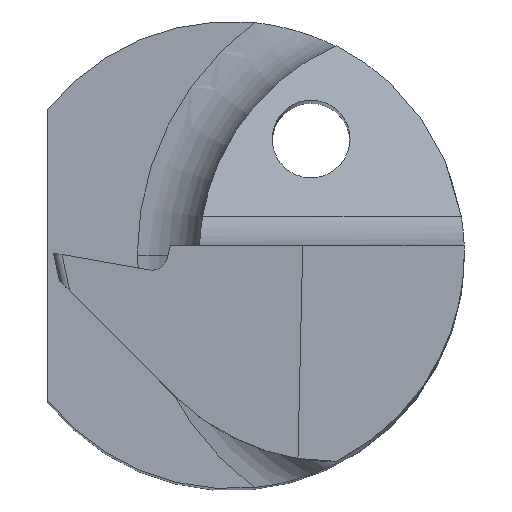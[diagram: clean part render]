
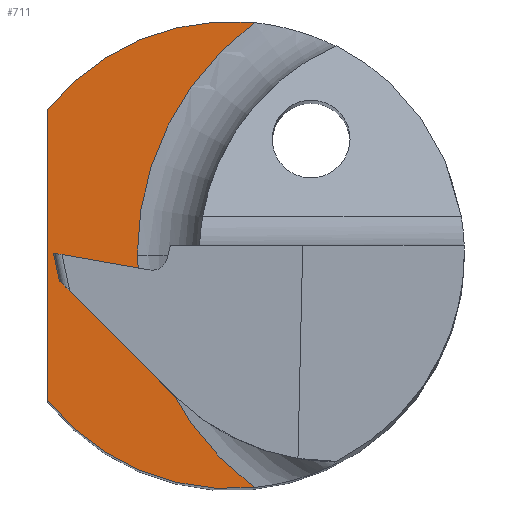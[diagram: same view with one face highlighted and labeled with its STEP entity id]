
A CAD part, top view. The second image highlights one B-rep face of the part: STEP entity #711.
In plain terms, the highlighted planar face has unit normal (0, 0, 1).
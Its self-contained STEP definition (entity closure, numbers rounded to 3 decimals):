
#2 = CIRCLE ( 'NONE', #544, 3.714 ) ;
#29 = CIRCLE ( 'NONE', #775, 3. ) ;
#47 = CIRCLE ( 'NONE', #725, 3. ) ;
#70 = EDGE_LOOP ( 'NONE', ( #904, #223, #75, #429, #486 ) ) ;
#72 = CARTESIAN_POINT ( 'NONE',  ( -2.35, 1.865, 15.005 ) ) ;
#75 = ORIENTED_EDGE ( 'NONE', *, *, #649, .F. ) ;
#107 = CARTESIAN_POINT ( 'NONE',  ( 0.304, 2.985, 15.005 ) ) ;
#144 = DIRECTION ( 'NONE',  ( 0., 0., -1. ) ) ;
#164 = DIRECTION ( 'NONE',  ( -1., 0., 0. ) ) ;
#223 = ORIENTED_EDGE ( 'NONE', *, *, #710, .F. ) ;
#224 = CARTESIAN_POINT ( 'NONE',  ( -2.35, -1.865, 15.005 ) ) ;
#232 = VERTEX_POINT ( 'NONE', #247 ) ;
#239 = DIRECTION ( 'NONE',  ( 0., 0., 1. ) ) ;
#243 = CARTESIAN_POINT ( 'NONE',  ( -2.35, 1.865, 15.005 ) ) ;
#247 = CARTESIAN_POINT ( 'NONE',  ( 0.304, -2.985, 15.005 ) ) ;
#265 = VECTOR ( 'NONE', #311, 1000. ) ;
#291 = DIRECTION ( 'NONE',  ( 0., 0., 1. ) ) ;
#296 = VERTEX_POINT ( 'NONE', #224 ) ;
#311 = DIRECTION ( 'NONE',  ( 0., 1., 0. ) ) ;
#353 = EDGE_CURVE ( 'NONE', #730, #600, #47, .T. ) ;
#367 = CARTESIAN_POINT ( 'NONE',  ( 0., 0., 15.005 ) ) ;
#383 = LINE ( 'NONE', #243, #265 ) ;
#388 = CARTESIAN_POINT ( 'NONE',  ( 0.402, -0.122, 15.005 ) ) ;
#403 = DIRECTION ( 'NONE',  ( 0., 0., -1. ) ) ;
#429 = ORIENTED_EDGE ( 'NONE', *, *, #753, .F. ) ;
#462 = AXIS2_PLACEMENT_3D ( 'NONE', #388, #239, #164 ) ;
#486 = ORIENTED_EDGE ( 'NONE', *, *, #575, .F. ) ;
#536 = FACE_OUTER_BOUND ( 'NONE', #70, .T. ) ;
#544 = AXIS2_PLACEMENT_3D ( 'NONE', #589, #291, #889 ) ;
#547 = CARTESIAN_POINT ( 'NONE',  ( -1.2, 0., 15.005 ) ) ;
#575 = EDGE_CURVE ( 'NONE', #600, #639, #643, .T. ) ;
#589 = CARTESIAN_POINT ( 'NONE',  ( 2.514, 0., 15.005 ) ) ;
#600 = VERTEX_POINT ( 'NONE', #107 ) ;
#609 = AXIS2_PLACEMENT_3D ( 'NONE', #693, #614, #839 ) ;
#614 = DIRECTION ( 'NONE',  ( 0., 0., 1. ) ) ;
#639 = VERTEX_POINT ( 'NONE', #547 ) ;
#643 = CIRCLE ( 'NONE', #609, 3.714 ) ;
#649 = EDGE_CURVE ( 'NONE', #232, #296, #29, .T. ) ;
#693 = CARTESIAN_POINT ( 'NONE',  ( 2.514, 0., 15.005 ) ) ;
#710 = EDGE_CURVE ( 'NONE', #296, #730, #383, .T. ) ;
#711 = ADVANCED_FACE ( 'NONE', ( #536 ), #844, .T. ) ;
#725 = AXIS2_PLACEMENT_3D ( 'NONE', #367, #144, #979 ) ;
#730 = VERTEX_POINT ( 'NONE', #72 ) ;
#753 = EDGE_CURVE ( 'NONE', #639, #232, #2, .T. ) ;
#768 = CARTESIAN_POINT ( 'NONE',  ( 0., 0., 15.005 ) ) ;
#775 = AXIS2_PLACEMENT_3D ( 'NONE', #768, #403, #854 ) ;
#839 = DIRECTION ( 'NONE',  ( -1., 0., 0. ) ) ;
#844 = PLANE ( 'NONE',  #462 ) ;
#854 = DIRECTION ( 'NONE',  ( -1., 0., 0. ) ) ;
#889 = DIRECTION ( 'NONE',  ( -1., 0., 0. ) ) ;
#904 = ORIENTED_EDGE ( 'NONE', *, *, #353, .F. ) ;
#979 = DIRECTION ( 'NONE',  ( -1., 0., 0. ) ) ;
